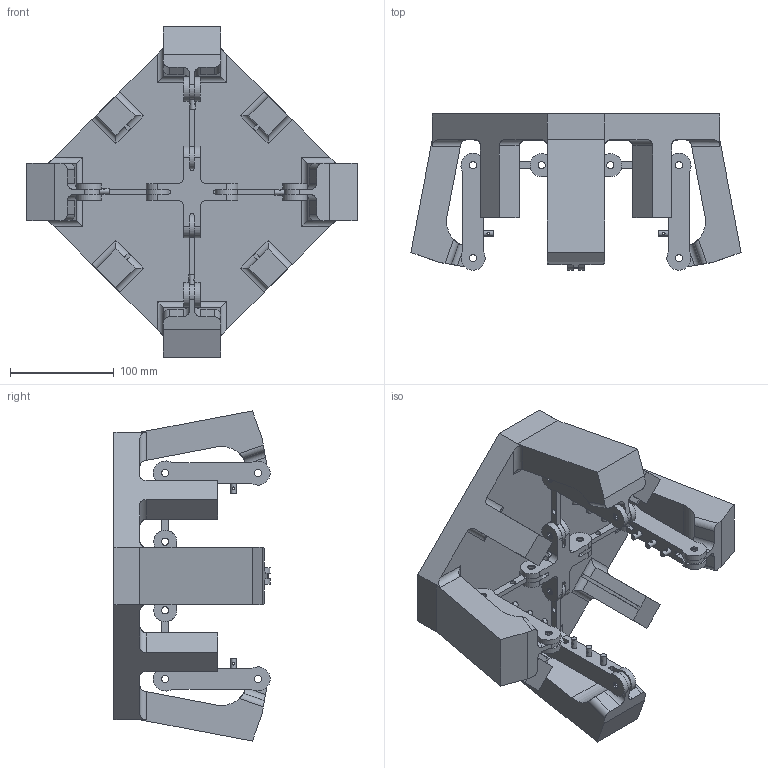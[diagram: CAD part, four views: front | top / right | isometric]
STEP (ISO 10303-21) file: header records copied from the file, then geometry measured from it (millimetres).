
FILE_DESCRIPTION(/* description */ ('STEP AP242','CAx-IF Rec.Pracs.---Representation and Presentation of Product Manufacturing Information (PMI)---4.0---2014-10-13','CAx-IF Rec.Pracs.---3D Tessellated Geometry---0.4---2014-09-14','2;1'),/* implementation_level */ '2;1');
FILE_NAME(/* name */ '685e01a1633bc9734761bbf9',/* time_stamp */ '2025-06-27T02:27:46Z',/* author */ (''),/* organization */ (''),/* preprocessor_version */ 'ST-DEVELOPER v20',/* originating_system */ 'ONSHAPE BY PTC INC, 1.199',/* authorisation */ ' ');
FILE_SCHEMA (('AP242_MANAGED_MODEL_BASED_3D_ENGINEERING_MIM_LF { 1 0 10303 442 1 1 4 }'));
Length unit declared in the file: metre
Products named in the file (10): Midjoint; R; Part 3; Part 4; Part 5; Part 6; Part 7; Part 8; Part 9; StatorBase
Bounding box: 318.51 x 150.6 x 318.51 mm (x, y, z)
Volume: 2483387.5 mm3; surface area: 319349.1 mm2
Topology: 10 solids, 10 shells, 410 faces, 1128 edges, 754 vertices
Faces by surface type: cylinder 214, plane 196
Full cylindrical faces by diameter (mm): 2.214 x16, 2.5 x12, 5.144 x8, 5.255 x12, 6.85 x24, 12.7 x36
Entity records: 12936 total; most frequent: CARTESIAN_POINT 2506, DIRECTION 2134, ORIENTED_EDGE 1912, EDGE_CURVE 956, AXIS2_PLACEMENT_3D 818, VERTEX_POINT 702, EDGE_LOOP 690, FACE_BOUND 690
